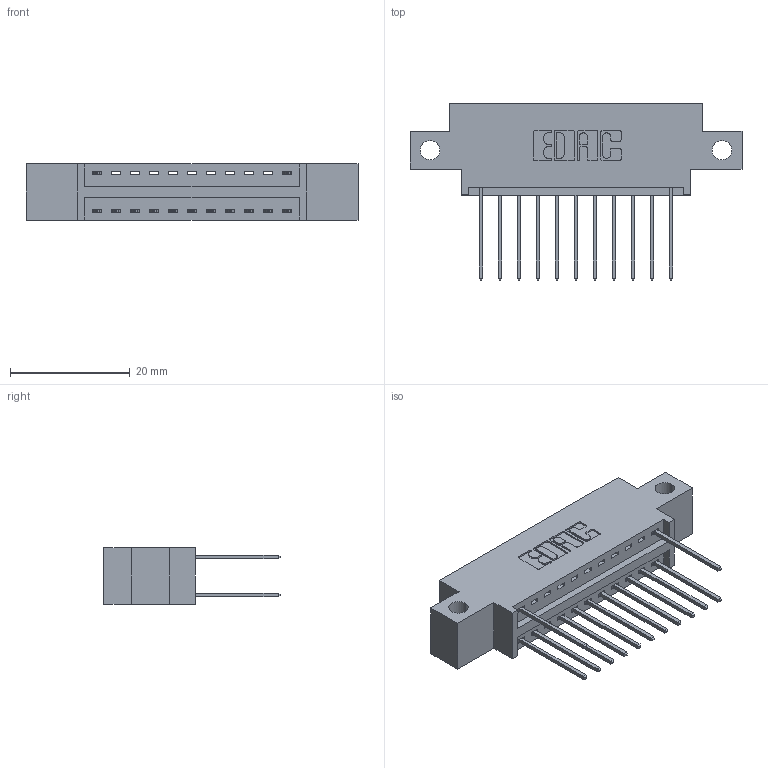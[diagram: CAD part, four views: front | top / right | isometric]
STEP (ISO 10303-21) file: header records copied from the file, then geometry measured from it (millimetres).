
FILE_DESCRIPTION (( 'STEP AP203' ), '1' );
FILE_NAME ('346-022-540-812.STEP', '2018-08-21T00:36:42', ( '' ), ( '' ), 'SwSTEP 2.0', 'SolidWorks 2016', '' );
FILE_SCHEMA (( 'CONFIG_CONTROL_DESIGN' ));
Length unit declared in the file: inch
Products named in the file (3): 345-292-001_345-293-140; 346-022-540-812; 346 Part_0.170 Offset - Side Mount
Assembly tree (14 placements, depth 2):
  346-022-540-812
    346 Part_0.170 Offset - Side Mount
    345-292-001_345-293-140  x13
Bounding box: 55.5 x 29.46 x 9.4 mm (x, y, z)
Volume: 4897.5 mm3; surface area: 6052.9 mm2
Topology: 14 solids, 14 shells, 856 faces, 2545 edges, 1678 vertices
Faces by surface type: plane 580, cylinder 276
Entity records: 11217 total; most frequent: CARTESIAN_POINT 1931, ORIENTED_EDGE 1874, DIRECTION 1743, EDGE_CURVE 937, LINE 761, VECTOR 761, VERTEX_POINT 622, AXIS2_PLACEMENT_3D 491
